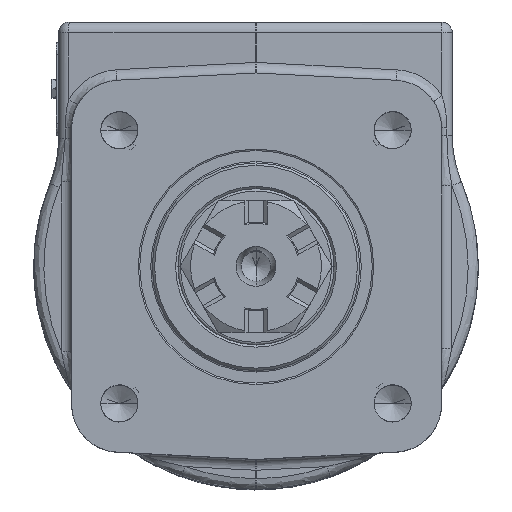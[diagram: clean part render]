
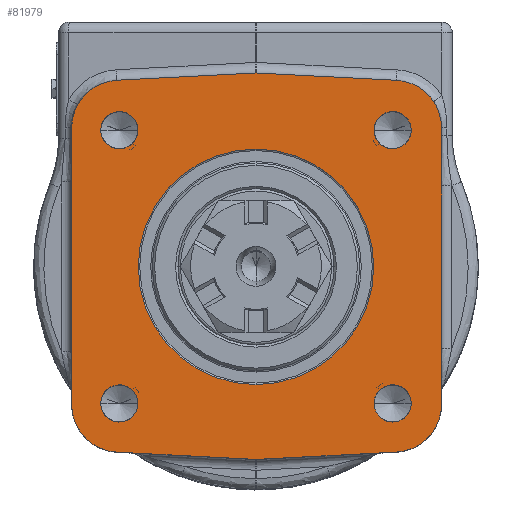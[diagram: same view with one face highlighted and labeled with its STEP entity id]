
A CAD part, top view. The second image highlights one B-rep face of the part: STEP entity #81979.
In plain terms, the highlighted planar face has unit normal (0, 0, 1).
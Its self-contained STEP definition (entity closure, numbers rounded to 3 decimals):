
#16482=DIRECTION('',(0.,1.,0.));
#16483=VECTOR('',#16482,59.114);
#16484=CARTESIAN_POINT('',(39.624,-29.43,-5.486));
#16485=LINE('',#16484,#16483);
#16700=CARTESIAN_POINT('',(0.,39.113,-5.486));
#16701=DIRECTION('',(0.,0.,-1.));
#16702=DIRECTION('',(-0.052,0.999,0.));
#16703=AXIS2_PLACEMENT_3D('',#16700,#16701,#16702);
#16705=CARTESIAN_POINT('',(29.464,29.684,-5.486));
#16706=DIRECTION('',(0.,0.,1.));
#16707=DIRECTION('',(1.,0.,0.));
#16708=AXIS2_PLACEMENT_3D('',#16705,#16706,#16707);
#16710=CARTESIAN_POINT('',(29.464,-29.43,-5.486));
#16711=DIRECTION('',(0.,0.,1.));
#16712=DIRECTION('',(0.052,-0.999,0.));
#16713=AXIS2_PLACEMENT_3D('',#16710,#16711,#16712);
#16715=CARTESIAN_POINT('',(0.,-38.859,-5.486));
#16716=DIRECTION('',(0.,0.,-1.));
#16717=DIRECTION('',(0.052,-0.999,0.));
#16718=AXIS2_PLACEMENT_3D('',#16715,#16716,#16717);
#16720=CARTESIAN_POINT('',(-29.21,-29.443,-5.486));
#16721=DIRECTION('',(0.,0.,1.));
#16722=DIRECTION('',(-1.,0.,0.));
#16723=AXIS2_PLACEMENT_3D('',#16720,#16721,#16722);
#16725=CARTESIAN_POINT('',(-29.21,29.697,-5.486));
#16726=DIRECTION('',(0.,0.,1.));
#16727=DIRECTION('',(-0.052,0.999,0.));
#16728=AXIS2_PLACEMENT_3D('',#16725,#16726,#16727);
#16730=CARTESIAN_POINT('',(0.,0.,-5.486));
#16731=DIRECTION('',(0.,0.,1.));
#16732=DIRECTION('',(0.,1.,0.));
#16733=AXIS2_PLACEMENT_3D('',#16730,#16731,#16732);
#16735=CARTESIAN_POINT('',(0.,0.,-5.486));
#16736=DIRECTION('',(0.,0.,-1.));
#16737=DIRECTION('',(0.,1.,0.));
#16738=AXIS2_PLACEMENT_3D('',#16735,#16736,#16737);
#16740=CARTESIAN_POINT('',(-29.186,29.186,-5.486));
#16741=DIRECTION('',(0.,0.,1.));
#16742=DIRECTION('',(0.707,-0.707,0.));
#16743=AXIS2_PLACEMENT_3D('',#16740,#16741,#16742);
#16745=CARTESIAN_POINT('',(29.186,29.186,-5.486));
#16746=DIRECTION('',(0.,0.,1.));
#16747=DIRECTION('',(-0.707,-0.707,0.));
#16748=AXIS2_PLACEMENT_3D('',#16745,#16746,#16747);
#16750=CARTESIAN_POINT('',(29.186,-29.186,-5.486));
#16751=DIRECTION('',(0.,0.,1.));
#16752=DIRECTION('',(-0.707,0.707,0.));
#16753=AXIS2_PLACEMENT_3D('',#16750,#16751,#16752);
#16755=CARTESIAN_POINT('',(-29.186,-29.186,-5.486));
#16756=DIRECTION('',(0.,0.,1.));
#16757=DIRECTION('',(0.707,0.707,0.));
#16758=AXIS2_PLACEMENT_3D('',#16755,#16756,#16757);
#16760=DIRECTION('',(-0.999,-0.052,0.));
#16761=VECTOR('',#16760,29.663);
#16762=CARTESIAN_POINT('',(-0.12,41.396,-5.486));
#16763=LINE('',#16762,#16761);
#16816=DIRECTION('',(0.,-1.,0.));
#16817=VECTOR('',#16816,59.14);
#16818=CARTESIAN_POINT('',(-39.37,29.697,-5.486));
#16819=LINE('',#16818,#16817);
#16907=DIRECTION('',(0.999,-0.052,0.));
#16908=VECTOR('',#16907,29.663);
#16909=CARTESIAN_POINT('',(-29.742,-39.589,-5.486));
#16910=LINE('',#16909,#16908);
#16946=DIRECTION('',(0.999,0.052,0.));
#16947=VECTOR('',#16946,29.917);
#16948=CARTESIAN_POINT('',(0.12,-41.142,-5.486));
#16949=LINE('',#16948,#16947);
#18515=DIRECTION('',(-0.999,0.052,0.));
#18516=VECTOR('',#18515,29.917);
#18517=CARTESIAN_POINT('',(29.996,39.83,-5.486));
#18518=LINE('',#18517,#18516);
#26217=CARTESIAN_POINT('',(-29.186,29.186,-5.486));
#26218=DIRECTION('',(0.,0.,-1.));
#26219=DIRECTION('',(0.707,-0.707,0.));
#26220=AXIS2_PLACEMENT_3D('',#26217,#26218,#26219);
#29637=CARTESIAN_POINT('',(29.186,29.186,-5.486));
#29638=DIRECTION('',(0.,0.,-1.));
#29639=DIRECTION('',(-0.707,-0.707,0.));
#29640=AXIS2_PLACEMENT_3D('',#29637,#29638,#29639);
#33107=CARTESIAN_POINT('',(29.186,-29.186,-5.486));
#33108=DIRECTION('',(0.,0.,-1.));
#33109=DIRECTION('',(-0.707,0.707,0.));
#33110=AXIS2_PLACEMENT_3D('',#33107,#33108,#33109);
#36527=CARTESIAN_POINT('',(-29.186,-29.186,-5.486));
#36528=DIRECTION('',(0.,0.,-1.));
#36529=DIRECTION('',(0.707,0.707,0.));
#36530=AXIS2_PLACEMENT_3D('',#36527,#36528,#36529);
#58378=CARTESIAN_POINT('',(-0.12,41.396,-5.486));
#58379=CARTESIAN_POINT('',(-29.742,39.843,-5.486));
#58380=VERTEX_POINT('',#58378);
#58381=VERTEX_POINT('',#58379);
#58382=CARTESIAN_POINT('',(-39.37,29.697,-5.486));
#58383=VERTEX_POINT('',#58382);
#58384=CARTESIAN_POINT('',(-39.37,-29.443,-5.486));
#58385=VERTEX_POINT('',#58384);
#58386=CARTESIAN_POINT('',(-29.742,-39.589,-5.486));
#58387=VERTEX_POINT('',#58386);
#58388=CARTESIAN_POINT('',(-0.12,-41.142,-5.486));
#58389=VERTEX_POINT('',#58388);
#58390=CARTESIAN_POINT('',(0.12,-41.142,-5.486));
#58391=CARTESIAN_POINT('',(29.996,-39.576,-5.486));
#58392=VERTEX_POINT('',#58390);
#58393=VERTEX_POINT('',#58391);
#58394=CARTESIAN_POINT('',(39.624,-29.43,-5.486));
#58395=VERTEX_POINT('',#58394);
#58396=CARTESIAN_POINT('',(39.624,29.684,-5.486));
#58397=VERTEX_POINT('',#58396);
#58398=CARTESIAN_POINT('',(29.996,39.83,-5.486));
#58399=VERTEX_POINT('',#58398);
#58400=CARTESIAN_POINT('',(0.12,41.396,-5.486));
#58401=VERTEX_POINT('',#58400);
#58408=CARTESIAN_POINT('',(0.,25.153,-5.486));
#58409=VERTEX_POINT('',#58408);
#58416=CARTESIAN_POINT('',(0.,-25.153,-5.486));
#58417=VERTEX_POINT('',#58416);
#58982=CARTESIAN_POINT('',(-26.379,26.379,-5.486));
#58983=VERTEX_POINT('',#58982);
#58984=CARTESIAN_POINT('',(-25.217,29.186,-5.486));
#58985=VERTEX_POINT('',#58984);
#59036=CARTESIAN_POINT('',(26.379,26.379,-5.486));
#59037=VERTEX_POINT('',#59036);
#59038=CARTESIAN_POINT('',(33.155,29.186,-5.486));
#59039=VERTEX_POINT('',#59038);
#59090=CARTESIAN_POINT('',(26.379,-26.379,-5.486));
#59091=VERTEX_POINT('',#59090);
#59092=CARTESIAN_POINT('',(25.217,-29.186,-5.486));
#59093=VERTEX_POINT('',#59092);
#59144=CARTESIAN_POINT('',(-26.379,-26.379,-5.486));
#59145=VERTEX_POINT('',#59144);
#59146=CARTESIAN_POINT('',(-33.155,-29.186,-5.486));
#59147=VERTEX_POINT('',#59146);
#81919=CARTESIAN_POINT('',(0.,0.,-5.486));
#81920=DIRECTION('',(0.,0.,1.));
#81921=DIRECTION('',(0.,1.,0.));
#81922=AXIS2_PLACEMENT_3D('',#81919,#81920,#81921);
#81923=PLANE('',#81922);
#81925=ORIENTED_EDGE('',*,*,#81924,.F.);
#81927=ORIENTED_EDGE('',*,*,#81926,.T.);
#81929=ORIENTED_EDGE('',*,*,#81928,.F.);
#81931=ORIENTED_EDGE('',*,*,#81930,.F.);
#81932=ORIENTED_EDGE('',*,*,#81809,.F.);
#81934=ORIENTED_EDGE('',*,*,#81933,.F.);
#81936=ORIENTED_EDGE('',*,*,#81935,.F.);
#81938=ORIENTED_EDGE('',*,*,#81937,.T.);
#81940=ORIENTED_EDGE('',*,*,#81939,.F.);
#81942=ORIENTED_EDGE('',*,*,#81941,.F.);
#81944=ORIENTED_EDGE('',*,*,#81943,.F.);
#81946=ORIENTED_EDGE('',*,*,#81945,.F.);
#81947=EDGE_LOOP('',(#81925,#81927,#81929,#81931,#81932,#81934,#81936,#81938,
#81940,#81942,#81944,#81946));
#81948=FACE_OUTER_BOUND('',#81947,.F.);
#81950=ORIENTED_EDGE('',*,*,#81949,.T.);
#81952=ORIENTED_EDGE('',*,*,#81951,.F.);
#81953=EDGE_LOOP('',(#81950,#81952));
#81954=FACE_BOUND('',#81953,.F.);
#81956=ORIENTED_EDGE('',*,*,#81955,.F.);
#81958=ORIENTED_EDGE('',*,*,#81957,.T.);
#81959=EDGE_LOOP('',(#81956,#81958));
#81960=FACE_BOUND('',#81959,.F.);
#81962=ORIENTED_EDGE('',*,*,#81961,.F.);
#81964=ORIENTED_EDGE('',*,*,#81963,.T.);
#81965=EDGE_LOOP('',(#81962,#81964));
#81966=FACE_BOUND('',#81965,.F.);
#81968=ORIENTED_EDGE('',*,*,#81967,.F.);
#81970=ORIENTED_EDGE('',*,*,#81969,.T.);
#81971=EDGE_LOOP('',(#81968,#81970));
#81972=FACE_BOUND('',#81971,.F.);
#81974=ORIENTED_EDGE('',*,*,#81973,.F.);
#81976=ORIENTED_EDGE('',*,*,#81975,.T.);
#81977=EDGE_LOOP('',(#81974,#81976));
#81978=FACE_BOUND('',#81977,.F.);
#81979=ADVANCED_FACE('',(#81948,#81954,#81960,#81966,#81972,#81978),#81923,.T.);
#16704=CIRCLE('',#16703,2.286);
#16709=CIRCLE('',#16708,10.16);
#16714=CIRCLE('',#16713,10.16);
#16719=CIRCLE('',#16718,2.286);
#16724=CIRCLE('',#16723,10.16);
#16729=CIRCLE('',#16728,10.16);
#16734=CIRCLE('',#16733,25.153);
#16739=CIRCLE('',#16738,25.153);
#16744=CIRCLE('',#16743,3.969);
#16749=CIRCLE('',#16748,3.969);
#16754=CIRCLE('',#16753,3.969);
#16759=CIRCLE('',#16758,3.969);
#26221=CIRCLE('',#26220,3.969);
#29641=CIRCLE('',#29640,3.969);
#33111=CIRCLE('',#33110,3.969);
#36531=CIRCLE('',#36530,3.969);
#81809=EDGE_CURVE('',#58395,#58397,#16485,.T.);
#81924=EDGE_CURVE('',#58380,#58381,#16763,.T.);
#81926=EDGE_CURVE('',#58380,#58401,#16704,.T.);
#81928=EDGE_CURVE('',#58399,#58401,#18518,.T.);
#81930=EDGE_CURVE('',#58397,#58399,#16709,.T.);
#81933=EDGE_CURVE('',#58393,#58395,#16714,.T.);
#81935=EDGE_CURVE('',#58392,#58393,#16949,.T.);
#81937=EDGE_CURVE('',#58392,#58389,#16719,.T.);
#81939=EDGE_CURVE('',#58387,#58389,#16910,.T.);
#81941=EDGE_CURVE('',#58385,#58387,#16724,.T.);
#81943=EDGE_CURVE('',#58383,#58385,#16819,.T.);
#81945=EDGE_CURVE('',#58381,#58383,#16729,.T.);
#81949=EDGE_CURVE('',#58409,#58417,#16734,.T.);
#81951=EDGE_CURVE('',#58409,#58417,#16739,.T.);
#81955=EDGE_CURVE('',#58983,#58985,#26221,.T.);
#81957=EDGE_CURVE('',#58983,#58985,#16744,.T.);
#81961=EDGE_CURVE('',#59037,#59039,#29641,.T.);
#81963=EDGE_CURVE('',#59037,#59039,#16749,.T.);
#81967=EDGE_CURVE('',#59091,#59093,#33111,.T.);
#81969=EDGE_CURVE('',#59091,#59093,#16754,.T.);
#81973=EDGE_CURVE('',#59145,#59147,#36531,.T.);
#81975=EDGE_CURVE('',#59145,#59147,#16759,.T.);
